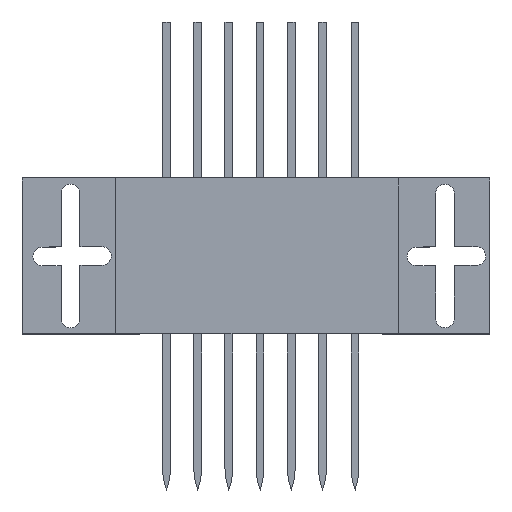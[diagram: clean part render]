
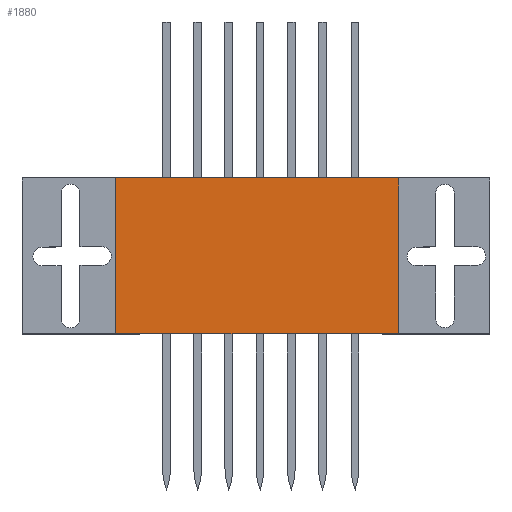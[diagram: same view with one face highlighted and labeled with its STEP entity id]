
A CAD part, top view. The second image highlights one B-rep face of the part: STEP entity #1880.
In plain terms, the highlighted planar face has unit normal (0, 0, 1).
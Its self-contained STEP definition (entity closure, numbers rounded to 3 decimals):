
#84=PLANE('',#2031);
#181=FACE_OUTER_BOUND('',#284,.T.);
#284=EDGE_LOOP('',(#1635,#1636,#1637,#1638));
#446=LINE('',#2919,#671);
#489=LINE('',#3021,#714);
#491=LINE('',#3024,#716);
#492=LINE('',#3025,#717);
#671=VECTOR('',#2389,10.);
#714=VECTOR('',#2482,10.);
#716=VECTOR('',#2486,10.);
#717=VECTOR('',#2487,10.);
#904=VERTEX_POINT('',#2916);
#905=VERTEX_POINT('',#2918);
#938=VERTEX_POINT('',#3018);
#939=VERTEX_POINT('',#3020);
#1138=EDGE_CURVE('',#904,#905,#446,.T.);
#1189=EDGE_CURVE('',#939,#938,#489,.T.);
#1191=EDGE_CURVE('',#938,#905,#491,.T.);
#1192=EDGE_CURVE('',#939,#904,#492,.T.);
#1635=ORIENTED_EDGE('',*,*,#1191,.T.);
#1636=ORIENTED_EDGE('',*,*,#1138,.F.);
#1637=ORIENTED_EDGE('',*,*,#1192,.F.);
#1638=ORIENTED_EDGE('',*,*,#1189,.T.);
#1880=ADVANCED_FACE('',(#181),#84,.T.);
#2031=AXIS2_PLACEMENT_3D('',#3023,#2484,#2485);
#2389=DIRECTION('',(0.,-1.,0.));
#2482=DIRECTION('',(0.,-1.,0.));
#2484=DIRECTION('center_axis',(0.,0.,1.));
#2485=DIRECTION('ref_axis',(1.,0.,0.));
#2486=DIRECTION('',(1.,0.,0.));
#2487=DIRECTION('',(1.,0.,0.));
#2916=CARTESIAN_POINT('',(120.134,50.,15.));
#2918=CARTESIAN_POINT('',(120.134,0.,15.));
#2919=CARTESIAN_POINT('',(120.134,0.,15.));
#3018=CARTESIAN_POINT('',(29.439,0.,15.));
#3020=CARTESIAN_POINT('',(29.439,50.,15.));
#3021=CARTESIAN_POINT('',(29.439,0.,15.));
#3023=CARTESIAN_POINT('Origin',(33.287,25.,15.));
#3024=CARTESIAN_POINT('',(37.134,0.,15.));
#3025=CARTESIAN_POINT('',(37.134,50.,15.));
